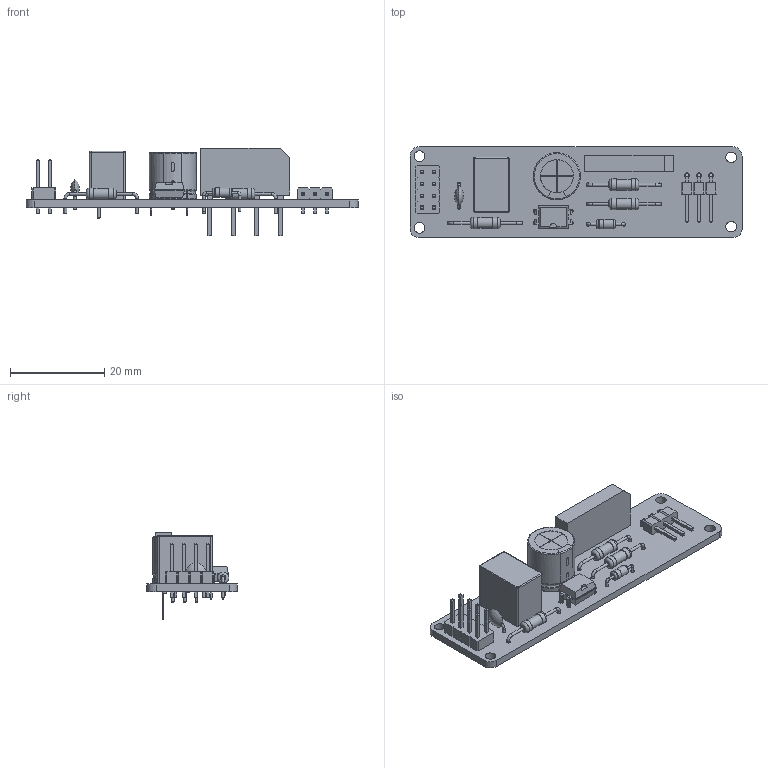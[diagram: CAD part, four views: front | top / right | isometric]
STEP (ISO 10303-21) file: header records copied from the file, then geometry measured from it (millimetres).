
FILE_DESCRIPTION(('KiCad electronic assembly'),'2;1');
FILE_NAME('smart-telefon.step','2021-06-10T02:31:23',('An Author'),( 'A Company'),'Open CASCADE STEP processor 6.9', 'KiCad to STEP converter','Unknown');
FILE_SCHEMA(('AUTOMOTIVE_DESIGN { 1 0 10303 214 1 1 1 1 }'));
Length unit declared in the file: millimetre
Products named in the file (20): Open CASCADE STEP translator 6.9 1; PinHeader_1x03_P2.54mm_Horizontal; SOLID; CP_Radial_D10.0mm_P5.00mm; C_Disc_D4.3mm_W1.9mm_P5.00mm; D_DO-35_SOD27_P7.62mm_Horizontal; COMPOUND; PinHeader_2x04_P2.54mm_Vertical; R_Axial_DIN0207_L6.3mm_D2.5mm_P15.24mm_Horizontal; Converter_DCDC_TRACO_TSR-1_THT; DIP-4_W7.62mm; Diode_Bridge_19.0x3.5x10.0mm_P5.0mm
Assembly tree (21 placements, depth 3):
  Open CASCADE STEP translator 6.9 1
    PinHeader_1x03_P2.54mm_Horizontal
      SOLID
    CP_Radial_D10.0mm_P5.00mm
      SOLID
    C_Disc_D4.3mm_W1.9mm_P5.00mm
      SOLID
    D_DO-35_SOD27_P7.62mm_Horizontal
      COMPOUND
    PinHeader_2x04_P2.54mm_Vertical
      SOLID
    R_Axial_DIN0207_L6.3mm_D2.5mm_P15.24mm_Horizontal  x3
      SOLID
    Converter_DCDC_TRACO_TSR-1_THT
      SOLID
    DIP-4_W7.62mm
      SOLID
    Diode_Bridge_19.0x3.5x10.0mm_P5.0mm
      SOLID
    COMPOUND
Bounding box: 70.61 x 19.3 x 18.7 mm (x, y, z)
Volume: 4895 mm3; surface area: 5984.8 mm2
Topology: 13 solids, 14 shells, 580 faces, 1363 edges, 855 vertices
Faces by surface type: plane 416, cylinder 110, torus 25, bspline 21, revolution 6, sphere 2
Full cylindrical faces by diameter (mm): 0.5 x10, 0.6 x12, 0.7 x2, 0.8 x14, 1 x20, 2 x2, 2.02 x1, 2.25 x3, 2.272 x4, 2.5 x6
Entity records: 39840 total; most frequent: CARTESIAN_POINT 9045, DIRECTION 5079, LINE 3364, VECTOR 3364, ORIENTED_EDGE 2614, PCURVE 2614, DEFINITIONAL_REPRESENTATION 2614, EDGE_CURVE 1307
